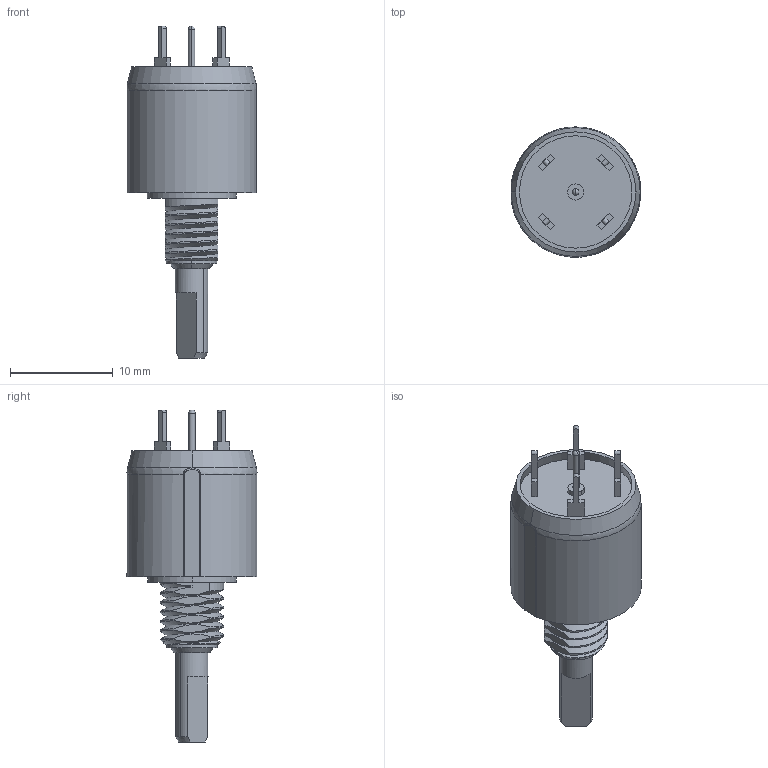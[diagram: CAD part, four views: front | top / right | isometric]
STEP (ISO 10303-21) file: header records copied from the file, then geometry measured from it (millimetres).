
FILE_DESCRIPTION((''),'2;1');
FILE_NAME('50P90-01-1-XXX','2018-01-09T',('jjanota'),(''),'PRO/ENGINEER BY PARAMETRIC TECHNOLOGY CORPORATION, 2016100','PRO/ENGINEER BY PARAMETRIC TECHNOLOGY CORPORATION, 2016100','');
FILE_SCHEMA(('CONFIG_CONTROL_DESIGN'));
Length unit declared in the file: inch
Products named in the file (1): 50P90-01-1-XXX
Bounding box: 12.66 x 12.69 x 32.38 mm (x, y, z)
Surface area: 1273.3 mm2 (no closed solid volume)
Topology: 0 solids, 9 shells, 118 faces, 333 edges, 224 vertices
Faces by surface type: plane 58, cylinder 34, cone 14, bspline 8, torus 2, sphere 2
Entity records: 5949 total; most frequent: CARTESIAN_POINT 3001, ORIENTED_EDGE 603, DIRECTION 551, EDGE_CURVE 331, VERTEX_POINT 224, AXIS2_PLACEMENT_3D 187, VECTOR 177, LINE 177
